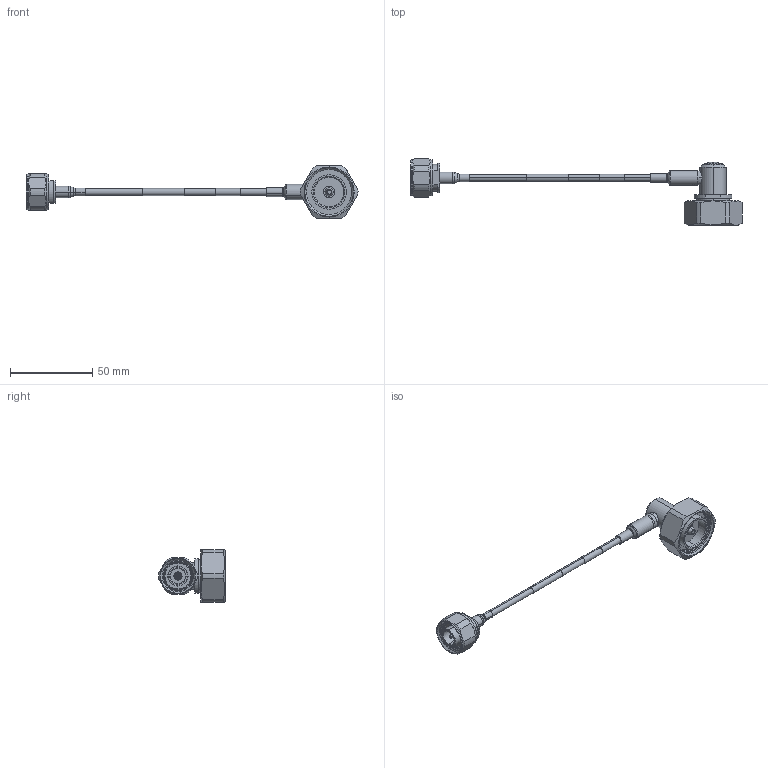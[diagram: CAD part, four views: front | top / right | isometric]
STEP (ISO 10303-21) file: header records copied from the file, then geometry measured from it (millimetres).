
FILE_DESCRIPTION (( 'STEP AP214' ), '1' );
FILE_NAME ('FMCA2473_3D.step', '2024-07-18T18:16:35', ( '' ), ( '' ), 'SwSTEP 2.0', 'SolidWorks 2022', '' );
FILE_SCHEMA (( 'AUTOMOTIVE_DESIGN' ));
Length unit declared in the file: inch
Products named in the file (6): Copy of TC-402-716M-RA-LP-PE^FMCA2473; Copy of TFT-402-LF^FMCA2473_LABEL PE+FM; Copy of TFT-402-MA1^FMCA2473; FMCA2473_3D; Copy of TC-402-4195M-LP-PE^FMCA2473; Copy of CA-195R-MA1^FMCA2473_.345" OD AT FERRULE
Assembly tree (5 placements, depth 2):
  FMCA2473_3D
    Copy of TFT-402-LF^FMCA2473_LABEL PE+FM
    Copy of TC-402-4195M-LP-PE^FMCA2473
    Copy of TFT-402-MA1^FMCA2473
    Copy of TC-402-716M-RA-LP-PE^FMCA2473
    Copy of CA-195R-MA1^FMCA2473_.345" OD AT FERRULE
Bounding box: 202.27 x 40.63 x 31.86 mm (x, y, z)
Volume: 21622.2 mm3; surface area: 16197.1 mm2
Topology: 8 solids, 8 shells, 365 faces, 775 edges, 456 vertices
Faces by surface type: cylinder 127, cone 122, plane 72, torus 44
Entity records: 11361 total; most frequent: CARTESIAN_POINT 2846, DIRECTION 1904, ORIENTED_EDGE 1550, AXIS2_PLACEMENT_3D 808, EDGE_CURVE 775, VERTEX_POINT 456, CIRCLE 435, EDGE_LOOP 407
